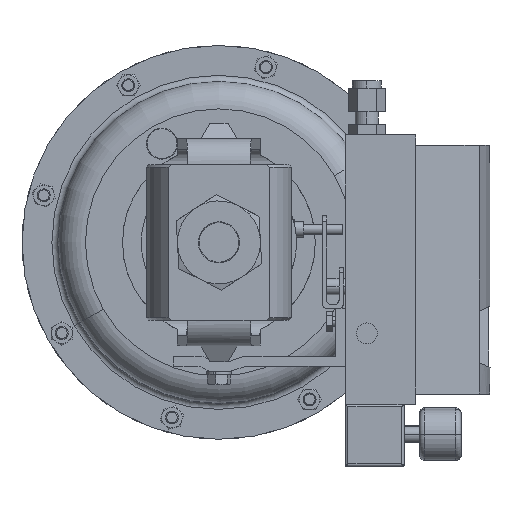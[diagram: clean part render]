
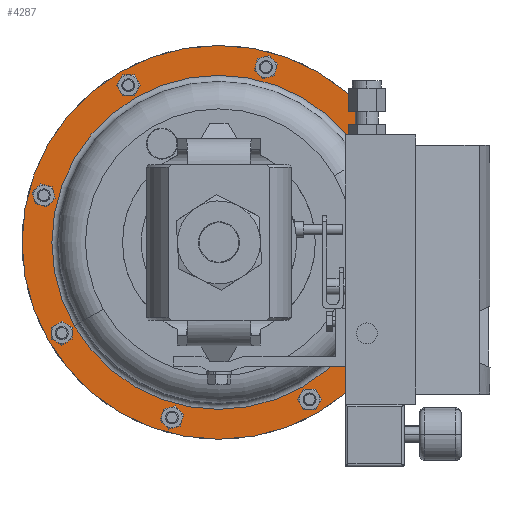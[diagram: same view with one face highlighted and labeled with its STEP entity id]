
A CAD part, front view. The second image highlights one B-rep face of the part: STEP entity #4287.
In plain terms, the highlighted planar face has unit normal (0, -1, 0).
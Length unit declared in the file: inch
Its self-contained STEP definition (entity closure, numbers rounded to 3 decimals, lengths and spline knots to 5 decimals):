
#431 = CARTESIAN_POINT ( 'NONE',  ( 4.11362, 9.012, 2.375 ) ) ;
#576 = AXIS2_PLACEMENT_3D ( 'NONE', #11289, #1723, #12890 ) ;
#683 = FACE_OUTER_BOUND ( 'NONE', #14295, .T. ) ;
#845 = ORIENTED_EDGE ( 'NONE', *, *, #4453, .T. ) ;
#1196 = CARTESIAN_POINT ( 'NONE',  ( 0., 9.012, 0. ) ) ;
#1723 = DIRECTION ( 'NONE',  ( 0., 1., 0. ) ) ;
#2083 = CARTESIAN_POINT ( 'NONE',  ( 0., 9.012, 0. ) ) ;
#2257 = VERTEX_POINT ( 'NONE', #9641 ) ;
#2818 = DIRECTION ( 'NONE',  ( -0.866, 0., -0.5 ) ) ;
#3157 = ORIENTED_EDGE ( 'NONE', *, *, #12186, .T. ) ;
#3521 = VERTEX_POINT ( 'NONE', #431 ) ;
#3690 = DIRECTION ( 'NONE',  ( -0.866, 0., -0.5 ) ) ;
#4287 = ADVANCED_FACE ( 'NONE', ( #17724, #683 ), #9188, .T. ) ;
#4452 = CIRCLE ( 'NONE', #18608, 4.029 ) ;
#4453 = EDGE_CURVE ( 'NONE', #9210, #20210, #6748, .T. ) ;
#6748 = CIRCLE ( 'NONE', #576, 4.029 ) ;
#7690 = CARTESIAN_POINT ( 'NONE',  ( 3.48922, 9.012, 2.0145 ) ) ;
#8031 = CARTESIAN_POINT ( 'NONE',  ( 0., 9.012, 0. ) ) ;
#8718 = ORIENTED_EDGE ( 'NONE', *, *, #16178, .F. ) ;
#9188 = PLANE ( 'NONE',  #10619 ) ;
#9210 = VERTEX_POINT ( 'NONE', #7690 ) ;
#9625 = DIRECTION ( 'NONE',  ( -0.866, 0., -0.5 ) ) ;
#9641 = CARTESIAN_POINT ( 'NONE',  ( -4.11362, 9.012, -2.375 ) ) ;
#9931 = AXIS2_PLACEMENT_3D ( 'NONE', #1196, #12371, #2818 ) ;
#10619 = AXIS2_PLACEMENT_3D ( 'NONE', #18706, #20373, #10796 ) ;
#10796 = DIRECTION ( 'NONE',  ( 0.866, 0., 0.5 ) ) ;
#10947 = CIRCLE ( 'NONE', #14335, 4.75 ) ;
#11289 = CARTESIAN_POINT ( 'NONE',  ( 0., 9.012, 0. ) ) ;
#12186 = EDGE_CURVE ( 'NONE', #20210, #9210, #4452, .T. ) ;
#12371 = DIRECTION ( 'NONE',  ( 0., 1., 0. ) ) ;
#12890 = DIRECTION ( 'NONE',  ( -0.866, 0., -0.5 ) ) ;
#13269 = DIRECTION ( 'NONE',  ( 0., 1., 0. ) ) ;
#14028 = EDGE_CURVE ( 'NONE', #3521, #2257, #10947, .T. ) ;
#14295 = EDGE_LOOP ( 'NONE', ( #8718, #18220 ) ) ;
#14335 = AXIS2_PLACEMENT_3D ( 'NONE', #2083, #13269, #3690 ) ;
#14373 = CIRCLE ( 'NONE', #9931, 4.75 ) ;
#16178 = EDGE_CURVE ( 'NONE', #2257, #3521, #14373, .T. ) ;
#17602 = EDGE_LOOP ( 'NONE', ( #3157, #845 ) ) ;
#17724 = FACE_BOUND ( 'NONE', #17602, .T. ) ;
#18220 = ORIENTED_EDGE ( 'NONE', *, *, #14028, .F. ) ;
#18608 = AXIS2_PLACEMENT_3D ( 'NONE', #8031, #19209, #9625 ) ;
#18706 = CARTESIAN_POINT ( 'NONE',  ( -2.375, 9.012, 4.11362 ) ) ;
#19209 = DIRECTION ( 'NONE',  ( 0., 1., 0. ) ) ;
#20210 = VERTEX_POINT ( 'NONE', #20704 ) ;
#20373 = DIRECTION ( 'NONE',  ( 0., -1., 0. ) ) ;
#20704 = CARTESIAN_POINT ( 'NONE',  ( -3.48922, 9.012, -2.0145 ) ) ;
